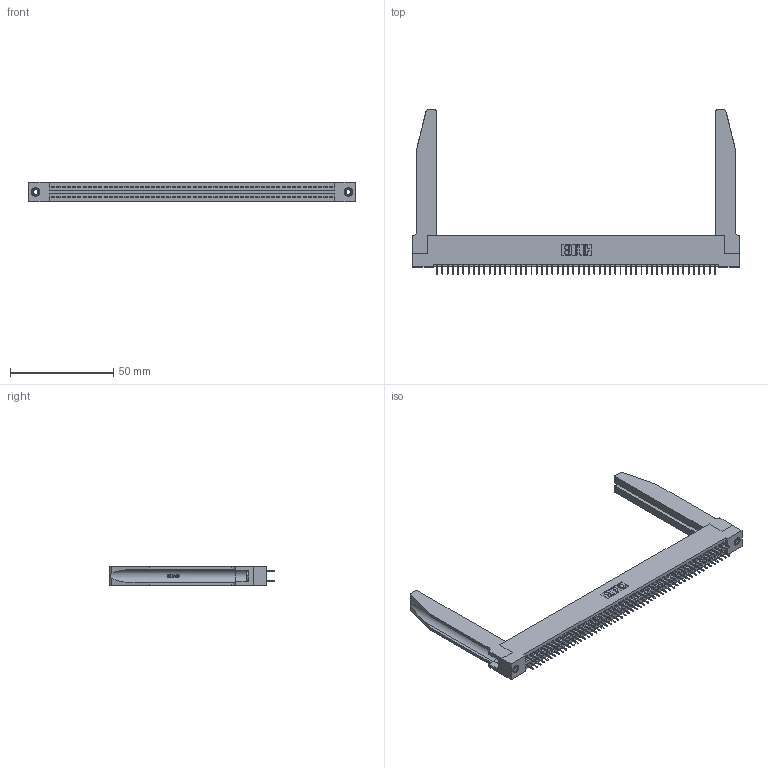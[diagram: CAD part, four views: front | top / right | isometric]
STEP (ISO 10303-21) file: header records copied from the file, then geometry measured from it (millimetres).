
FILE_DESCRIPTION (( 'STEP AP203' ), '1' );
FILE_NAME ('395-108-525-278.STEP', '2020-09-25T18:26:41', ( '' ), ( '' ), 'SwSTEP 2.0', 'SolidWorks 2020', '' );
FILE_SCHEMA (( 'CONFIG_CONTROL_DESIGN' ));
Length unit declared in the file: inch
Products named in the file (5): 345 Part_Flush Mounting Lugs - 0.156 Dia-TH; 345-250-001_345-250-001-102; 395-108-525-278; 345-292-001_345-293-125; 345-220-078_345-220-078
Assembly tree (113 placements, depth 2):
  395-108-525-278
    345 Part_Flush Mounting Lugs - 0.156 Dia-TH
    345-292-001_345-293-125  x108
    345-250-001_345-250-001-102  x2
    345-220-078_345-220-078  x2
Bounding box: 158.39 x 79.68 x 9.4 mm (x, y, z)
Volume: 23090.6 mm3; surface area: 29181 mm2
Topology: 113 solids, 113 shells, 6192 faces, 17473 edges, 11206 vertices
Faces by surface type: plane 4434, cylinder 1706, bspline 36, cone 12, torus 4
Entity records: 45568 total; most frequent: CARTESIAN_POINT 8543, ORIENTED_EDGE 7374, DIRECTION 6513, EDGE_CURVE 3687, LINE 3249, VECTOR 3249, VERTEX_POINT 2448, AXIS2_PLACEMENT_3D 1632
